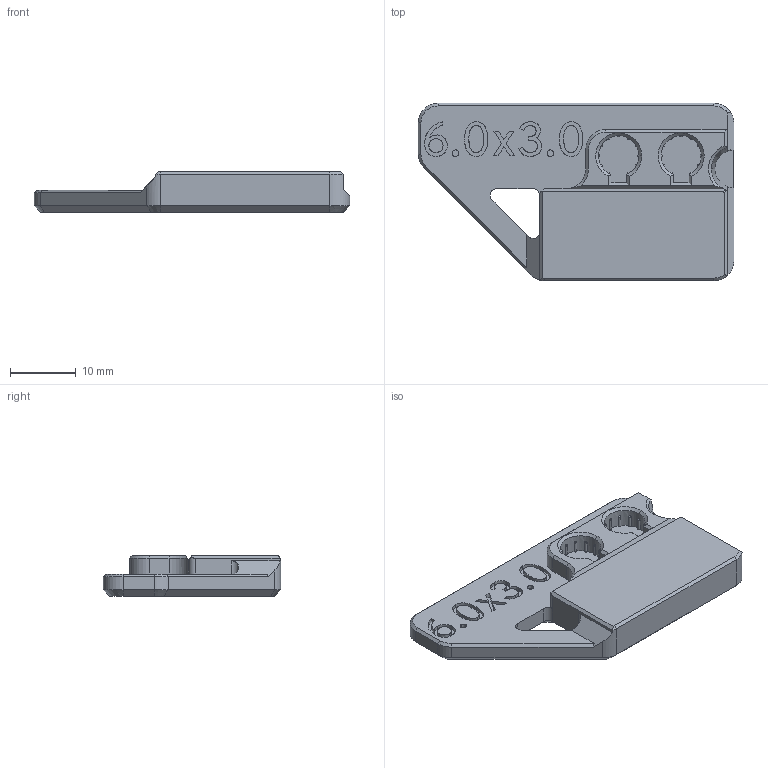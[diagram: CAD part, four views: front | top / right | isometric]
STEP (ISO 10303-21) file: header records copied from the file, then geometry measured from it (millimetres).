
FILE_DESCRIPTION(('FreeCAD Model'),'2;1');
FILE_NAME('Open CASCADE Shape Model','2025-06-17T11:53:25',(''),(''), 'Open CASCADE STEP processor 7.7','FreeCAD','Unknown');
FILE_SCHEMA(('AUTOMOTIVE_DESIGN { 1 0 10303 214 1 1 1 1 }'));
Length unit declared in the file: millimetre
Products named in the file (1): handle_a_6.0x3.0magnet__+mesh
Bounding box: 48 x 27 x 6.2 mm (x, y, z)
Volume: 4992.9 mm3; surface area: 3086.7 mm2
Topology: 1 solids, 1 shells, 213 faces, 584 edges, 384 vertices
Faces by surface type: plane 81, cylinder 58, extrusion 50, cone 24
Entity records: 9047 total; most frequent: CARTESIAN_POINT 3691, ORIENTED_EDGE 1168, DIRECTION 1008, EDGE_CURVE 584, VERTEX_POINT 384, VECTOR 340, AXIS2_PLACEMENT_3D 334, LINE 290
